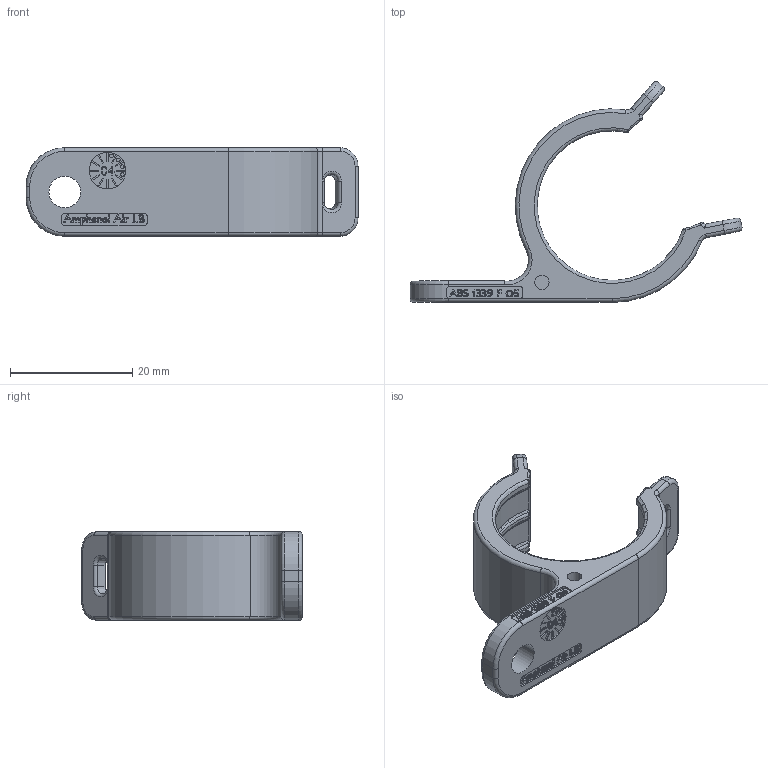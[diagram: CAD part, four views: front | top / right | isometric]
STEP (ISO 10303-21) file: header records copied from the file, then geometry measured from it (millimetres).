
FILE_DESCRIPTION((''),'2;1');
FILE_NAME('00326211500','2020-09-24T',('presta_be4'),(''),'CREO PARAMETRIC BY PTC INC, 2018360','CREO PARAMETRIC BY PTC INC, 2018360','');
FILE_SCHEMA(('CONFIG_CONTROL_DESIGN'));
Length unit declared in the file: millimetre
Products named in the file (1): 00326211500
Bounding box: 54.39 x 36.18 x 14.5 mm (x, y, z)
Volume: 4775.8 mm3; surface area: 3790.5 mm2
Topology: 1 solids, 1 shells, 855 faces, 2321 edges, 1514 vertices
Faces by surface type: extrusion 418, plane 283, cylinder 86, torus 36, bspline 28, cone 4
Entity records: 30031 total; most frequent: CARTESIAN_POINT 10196, ORIENTED_EDGE 4642, DIRECTION 2853, EDGE_CURVE 2321, VECTOR 1595, VERTEX_POINT 1514, B_SPLINE_CURVE_WITH_KNOTS 1342, LINE 1177
